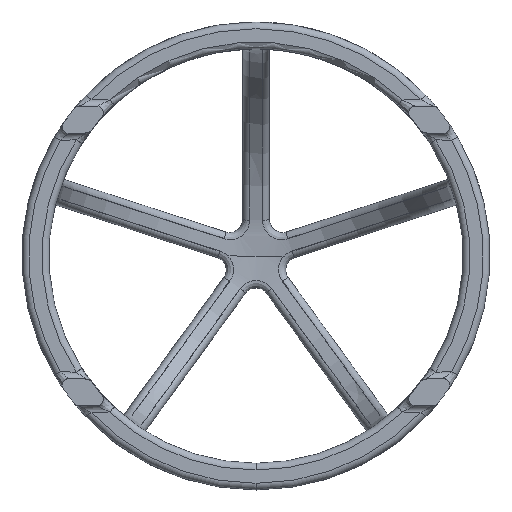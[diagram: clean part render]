
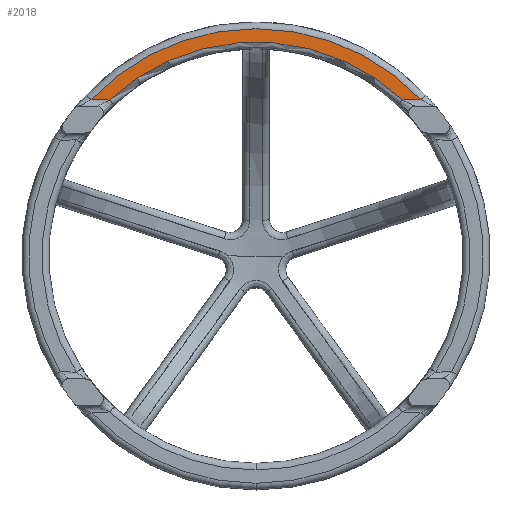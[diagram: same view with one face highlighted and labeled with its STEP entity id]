
A CAD part, front view. The second image highlights one B-rep face of the part: STEP entity #2018.
In plain terms, the highlighted planar face has unit normal (0, -1, 0).
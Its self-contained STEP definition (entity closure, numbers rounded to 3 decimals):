
#386 = CARTESIAN_POINT ( 'NONE',  ( 21.904, -3., 23.328 ) ) ;
#840 = VERTEX_POINT ( 'NONE', #1421 ) ;
#899 = CARTESIAN_POINT ( 'NONE',  ( -21.492, -3., 23.32 ) ) ;
#996 = DIRECTION ( 'NONE',  ( 0., 0., -1. ) ) ;
#1074 = DIRECTION ( 'NONE',  ( 0., -1., 0. ) ) ;
#1275 = DIRECTION ( 'NONE',  ( 1., 0., 0.021 ) ) ;
#1421 = CARTESIAN_POINT ( 'NONE',  ( 24.679, -3., 23.386 ) ) ;
#1468 = VECTOR ( 'NONE', #6012, 1000. ) ;
#1635 = PLANE ( 'NONE',  #5223 ) ;
#1922 = EDGE_CURVE ( 'NONE', #5374, #2726, #3561, .T. ) ;
#2018 = ADVANCED_FACE ( 'NONE', ( #4918 ), #1635, .T. ) ;
#2724 = LINE ( 'NONE', #899, #1468 ) ;
#2726 = VERTEX_POINT ( 'NONE', #386 ) ;
#2877 = ORIENTED_EDGE ( 'NONE', *, *, #5220, .T. ) ;
#2898 = CARTESIAN_POINT ( 'NONE',  ( 0., -3., 0. ) ) ;
#3044 = VERTEX_POINT ( 'NONE', #6317 ) ;
#3210 = ORIENTED_EDGE ( 'NONE', *, *, #1922, .T. ) ;
#3358 = DIRECTION ( 'NONE',  ( 0., 1., 0. ) ) ;
#3561 = CIRCLE ( 'NONE', #3803, 32. ) ;
#3803 = AXIS2_PLACEMENT_3D ( 'NONE', #3835, #3358, #4387 ) ;
#3835 = CARTESIAN_POINT ( 'NONE',  ( 0., -3., 0. ) ) ;
#3957 = CIRCLE ( 'NONE', #4070, 34. ) ;
#4070 = AXIS2_PLACEMENT_3D ( 'NONE', #2898, #4081, #6337 ) ;
#4081 = DIRECTION ( 'NONE',  ( 0., -1., 0. ) ) ;
#4088 = LINE ( 'NONE', #4132, #7086 ) ;
#4132 = CARTESIAN_POINT ( 'NONE',  ( -0.479, -3., 22.859 ) ) ;
#4387 = DIRECTION ( 'NONE',  ( 0., 0., -1. ) ) ;
#4748 = ORIENTED_EDGE ( 'NONE', *, *, #6630, .T. ) ;
#4844 = CARTESIAN_POINT ( 'NONE',  ( -21.904, -3., 23.328 ) ) ;
#4918 = FACE_OUTER_BOUND ( 'NONE', #5176, .T. ) ;
#5176 = EDGE_LOOP ( 'NONE', ( #2877, #5391, #3210, #4748 ) ) ;
#5220 = EDGE_CURVE ( 'NONE', #840, #3044, #3957, .T. ) ;
#5223 = AXIS2_PLACEMENT_3D ( 'NONE', #6071, #1074, #996 ) ;
#5374 = VERTEX_POINT ( 'NONE', #4844 ) ;
#5391 = ORIENTED_EDGE ( 'NONE', *, *, #5658, .T. ) ;
#5658 = EDGE_CURVE ( 'NONE', #3044, #5374, #2724, .T. ) ;
#6012 = DIRECTION ( 'NONE',  ( 1., 0., -0.021 ) ) ;
#6071 = CARTESIAN_POINT ( 'NONE',  ( 0., -3., 0. ) ) ;
#6317 = CARTESIAN_POINT ( 'NONE',  ( -24.679, -3., 23.386 ) ) ;
#6337 = DIRECTION ( 'NONE',  ( 0., 0., -1. ) ) ;
#6630 = EDGE_CURVE ( 'NONE', #2726, #840, #4088, .T. ) ;
#7086 = VECTOR ( 'NONE', #1275, 1000. ) ;
